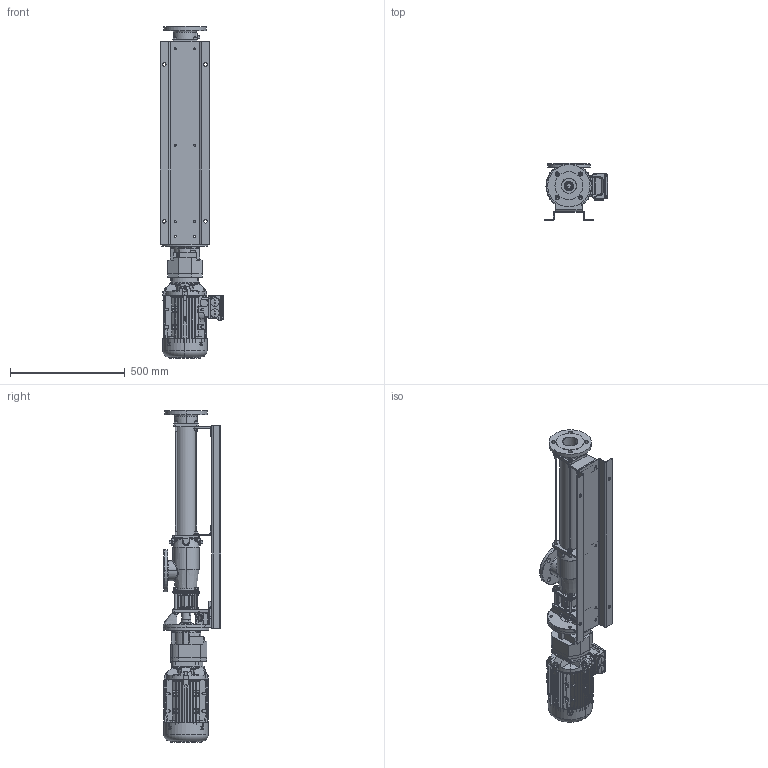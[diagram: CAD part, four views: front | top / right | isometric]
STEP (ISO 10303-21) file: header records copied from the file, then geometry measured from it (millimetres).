
FILE_DESCRIPTION (( 'STEP AP214' ), '1' );
FILE_NAME ('RMCB552.STEP', '2025-05-30T13:08:36', ( '' ), ( '' ), 'SwSTEP 2.0', 'SolidWorks 2021', '' );
FILE_SCHEMA (( 'AUTOMOTIVE_DESIGN' ));
Length unit declared in the file: millimetre
Products named in the file (1): RMCB552
Bounding box: 278 x 252 x 1449.7 mm (x, y, z)
Volume: 14554827.1 mm3; surface area: 2637996.9 mm2
Topology: 95 solids, 103 shells, 4058 faces, 10071 edges, 6238 vertices
Faces by surface type: plane 1541, cylinder 1318, cone 775, torus 289, bspline 92, sphere 43
Entity records: 179746 total; most frequent: CARTESIAN_POINT 38907, DIRECTION 20214, ORIENTED_EDGE 20014, EDGE_CURVE 10007, AXIS2_PLACEMENT_3D 7889, VERTEX_POINT 6226, LINE 4436, VECTOR 4436
